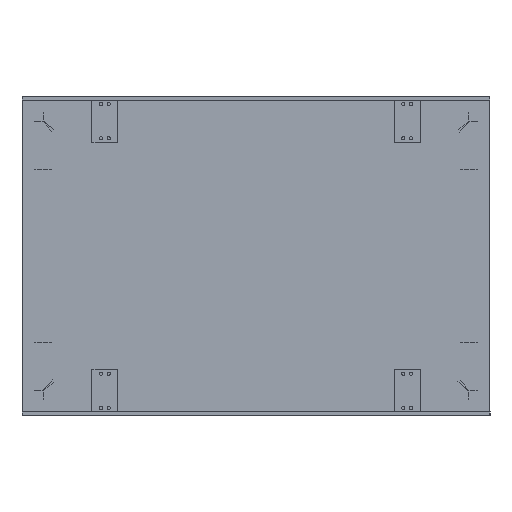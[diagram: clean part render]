
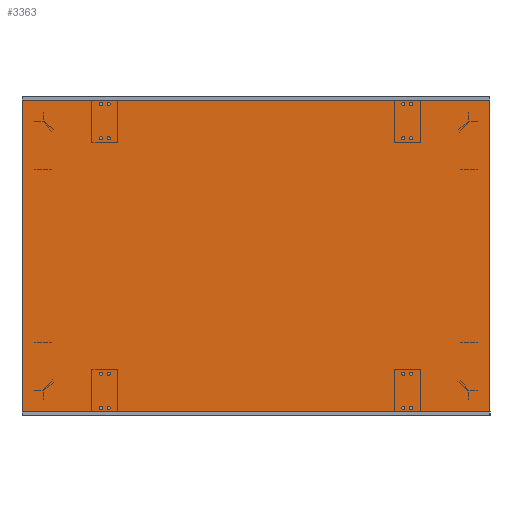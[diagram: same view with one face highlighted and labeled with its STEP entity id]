
A CAD part, left-side view. The second image highlights one B-rep face of the part: STEP entity #3363.
In plain terms, the highlighted planar face has unit normal (-1, 0, 0).
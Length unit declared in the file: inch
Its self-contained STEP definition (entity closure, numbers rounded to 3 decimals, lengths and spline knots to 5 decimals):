
#539=FACE_BOUND('',#1040,.T.);
#540=FACE_BOUND('',#1041,.T.);
#541=FACE_BOUND('',#1042,.T.);
#542=FACE_BOUND('',#1043,.T.);
#543=FACE_BOUND('',#1044,.T.);
#544=FACE_BOUND('',#1045,.T.);
#545=FACE_BOUND('',#1046,.T.);
#546=FACE_BOUND('',#1047,.T.);
#547=FACE_BOUND('',#1048,.T.);
#548=FACE_BOUND('',#1049,.T.);
#549=FACE_BOUND('',#1050,.T.);
#550=FACE_BOUND('',#1051,.T.);
#551=FACE_BOUND('',#1052,.T.);
#552=FACE_BOUND('',#1053,.T.);
#553=FACE_BOUND('',#1054,.T.);
#554=FACE_BOUND('',#1055,.T.);
#623=PLANE('',#3874);
#799=FACE_OUTER_BOUND('',#1039,.T.);
#1039=EDGE_LOOP('',(#3085,#3086,#3087,#3088));
#1040=EDGE_LOOP('',(#3089));
#1041=EDGE_LOOP('',(#3090));
#1042=EDGE_LOOP('',(#3091));
#1043=EDGE_LOOP('',(#3092));
#1044=EDGE_LOOP('',(#3093));
#1045=EDGE_LOOP('',(#3094));
#1046=EDGE_LOOP('',(#3095));
#1047=EDGE_LOOP('',(#3096));
#1048=EDGE_LOOP('',(#3097));
#1049=EDGE_LOOP('',(#3098));
#1050=EDGE_LOOP('',(#3099));
#1051=EDGE_LOOP('',(#3100));
#1052=EDGE_LOOP('',(#3101));
#1053=EDGE_LOOP('',(#3102));
#1054=EDGE_LOOP('',(#3103));
#1055=EDGE_LOOP('',(#3104));
#1210=LINE('',#7625,#1357);
#1213=LINE('',#7631,#1360);
#1216=LINE('',#7637,#1363);
#1219=LINE('',#7641,#1366);
#1357=VECTOR('',#4843,0.3937);
#1360=VECTOR('',#4848,0.3937);
#1363=VECTOR('',#4853,0.3937);
#1366=VECTOR('',#4858,0.3937);
#1527=CIRCLE('',#3823,0.0625);
#1529=CIRCLE('',#3826,0.0625);
#1531=CIRCLE('',#3829,0.0625);
#1533=CIRCLE('',#3832,0.0625);
#1535=CIRCLE('',#3835,0.0625);
#1537=CIRCLE('',#3838,0.0625);
#1539=CIRCLE('',#3841,0.0625);
#1541=CIRCLE('',#3844,0.0625);
#1543=CIRCLE('',#3847,0.0625);
#1545=CIRCLE('',#3850,0.0625);
#1547=CIRCLE('',#3853,0.0625);
#1549=CIRCLE('',#3856,0.0625);
#1551=CIRCLE('',#3859,0.0625);
#1553=CIRCLE('',#3862,0.0625);
#1555=CIRCLE('',#3865,0.0625);
#1557=CIRCLE('',#3868,0.0625);
#1810=VERTEX_POINT('',#7523);
#1812=VERTEX_POINT('',#7529);
#1814=VERTEX_POINT('',#7535);
#1816=VERTEX_POINT('',#7541);
#1818=VERTEX_POINT('',#7547);
#1820=VERTEX_POINT('',#7553);
#1822=VERTEX_POINT('',#7559);
#1824=VERTEX_POINT('',#7565);
#1826=VERTEX_POINT('',#7571);
#1828=VERTEX_POINT('',#7577);
#1830=VERTEX_POINT('',#7583);
#1832=VERTEX_POINT('',#7589);
#1834=VERTEX_POINT('',#7595);
#1836=VERTEX_POINT('',#7601);
#1838=VERTEX_POINT('',#7607);
#1840=VERTEX_POINT('',#7613);
#1844=VERTEX_POINT('',#7622);
#1845=VERTEX_POINT('',#7624);
#1847=VERTEX_POINT('',#7630);
#1849=VERTEX_POINT('',#7636);
#2215=EDGE_CURVE('',#1810,#1810,#1527,.T.);
#2218=EDGE_CURVE('',#1812,#1812,#1529,.T.);
#2221=EDGE_CURVE('',#1814,#1814,#1531,.T.);
#2224=EDGE_CURVE('',#1816,#1816,#1533,.T.);
#2227=EDGE_CURVE('',#1818,#1818,#1535,.T.);
#2230=EDGE_CURVE('',#1820,#1820,#1537,.T.);
#2233=EDGE_CURVE('',#1822,#1822,#1539,.T.);
#2236=EDGE_CURVE('',#1824,#1824,#1541,.T.);
#2239=EDGE_CURVE('',#1826,#1826,#1543,.T.);
#2242=EDGE_CURVE('',#1828,#1828,#1545,.T.);
#2245=EDGE_CURVE('',#1830,#1830,#1547,.T.);
#2248=EDGE_CURVE('',#1832,#1832,#1549,.T.);
#2251=EDGE_CURVE('',#1834,#1834,#1551,.T.);
#2254=EDGE_CURVE('',#1836,#1836,#1553,.T.);
#2257=EDGE_CURVE('',#1838,#1838,#1555,.T.);
#2260=EDGE_CURVE('',#1840,#1840,#1557,.T.);
#2265=EDGE_CURVE('',#1845,#1844,#1210,.T.);
#2268=EDGE_CURVE('',#1847,#1845,#1213,.T.);
#2271=EDGE_CURVE('',#1849,#1847,#1216,.T.);
#2274=EDGE_CURVE('',#1844,#1849,#1219,.T.);
#3085=ORIENTED_EDGE('',*,*,#2274,.T.);
#3086=ORIENTED_EDGE('',*,*,#2271,.T.);
#3087=ORIENTED_EDGE('',*,*,#2268,.T.);
#3088=ORIENTED_EDGE('',*,*,#2265,.T.);
#3089=ORIENTED_EDGE('',*,*,#2260,.T.);
#3090=ORIENTED_EDGE('',*,*,#2257,.T.);
#3091=ORIENTED_EDGE('',*,*,#2254,.T.);
#3092=ORIENTED_EDGE('',*,*,#2251,.T.);
#3093=ORIENTED_EDGE('',*,*,#2248,.T.);
#3094=ORIENTED_EDGE('',*,*,#2245,.T.);
#3095=ORIENTED_EDGE('',*,*,#2242,.T.);
#3096=ORIENTED_EDGE('',*,*,#2239,.T.);
#3097=ORIENTED_EDGE('',*,*,#2236,.T.);
#3098=ORIENTED_EDGE('',*,*,#2233,.T.);
#3099=ORIENTED_EDGE('',*,*,#2230,.T.);
#3100=ORIENTED_EDGE('',*,*,#2227,.T.);
#3101=ORIENTED_EDGE('',*,*,#2224,.T.);
#3102=ORIENTED_EDGE('',*,*,#2221,.T.);
#3103=ORIENTED_EDGE('',*,*,#2218,.T.);
#3104=ORIENTED_EDGE('',*,*,#2215,.T.);
#3363=ADVANCED_FACE('',(#799,#539,#540,#541,#542,#543,#544,#545,#546,#547,
#548,#549,#550,#551,#552,#553,#554),#623,.T.);
#3823=AXIS2_PLACEMENT_3D('',#7524,#4729,#4730);
#3826=AXIS2_PLACEMENT_3D('',#7530,#4736,#4737);
#3829=AXIS2_PLACEMENT_3D('',#7536,#4743,#4744);
#3832=AXIS2_PLACEMENT_3D('',#7542,#4750,#4751);
#3835=AXIS2_PLACEMENT_3D('',#7548,#4757,#4758);
#3838=AXIS2_PLACEMENT_3D('',#7554,#4764,#4765);
#3841=AXIS2_PLACEMENT_3D('',#7560,#4771,#4772);
#3844=AXIS2_PLACEMENT_3D('',#7566,#4778,#4779);
#3847=AXIS2_PLACEMENT_3D('',#7572,#4785,#4786);
#3850=AXIS2_PLACEMENT_3D('',#7578,#4792,#4793);
#3853=AXIS2_PLACEMENT_3D('',#7584,#4799,#4800);
#3856=AXIS2_PLACEMENT_3D('',#7590,#4806,#4807);
#3859=AXIS2_PLACEMENT_3D('',#7596,#4813,#4814);
#3862=AXIS2_PLACEMENT_3D('',#7602,#4820,#4821);
#3865=AXIS2_PLACEMENT_3D('',#7608,#4827,#4828);
#3868=AXIS2_PLACEMENT_3D('',#7614,#4834,#4835);
#3874=AXIS2_PLACEMENT_3D('',#7642,#4859,#4860);
#4729=DIRECTION('center_axis',(1.,0.,0.));
#4730=DIRECTION('ref_axis',(0.,-1.,0.));
#4736=DIRECTION('center_axis',(1.,0.,0.));
#4737=DIRECTION('ref_axis',(0.,-1.,0.));
#4743=DIRECTION('center_axis',(1.,0.,0.));
#4744=DIRECTION('ref_axis',(0.,-1.,0.));
#4750=DIRECTION('center_axis',(1.,0.,0.));
#4751=DIRECTION('ref_axis',(0.,-1.,0.));
#4757=DIRECTION('center_axis',(1.,0.,0.));
#4758=DIRECTION('ref_axis',(0.,-1.,0.));
#4764=DIRECTION('center_axis',(1.,0.,0.));
#4765=DIRECTION('ref_axis',(0.,-1.,0.));
#4771=DIRECTION('center_axis',(1.,0.,0.));
#4772=DIRECTION('ref_axis',(0.,-1.,0.));
#4778=DIRECTION('center_axis',(1.,0.,0.));
#4779=DIRECTION('ref_axis',(0.,-1.,0.));
#4785=DIRECTION('center_axis',(1.,0.,0.));
#4786=DIRECTION('ref_axis',(0.,-1.,0.));
#4792=DIRECTION('center_axis',(1.,0.,0.));
#4793=DIRECTION('ref_axis',(0.,-1.,0.));
#4799=DIRECTION('center_axis',(1.,0.,0.));
#4800=DIRECTION('ref_axis',(0.,-1.,0.));
#4806=DIRECTION('center_axis',(1.,0.,0.));
#4807=DIRECTION('ref_axis',(0.,-1.,0.));
#4813=DIRECTION('center_axis',(1.,0.,0.));
#4814=DIRECTION('ref_axis',(0.,-1.,0.));
#4820=DIRECTION('center_axis',(1.,0.,0.));
#4821=DIRECTION('ref_axis',(0.,-1.,0.));
#4827=DIRECTION('center_axis',(1.,0.,0.));
#4828=DIRECTION('ref_axis',(0.,-1.,0.));
#4834=DIRECTION('center_axis',(1.,0.,0.));
#4835=DIRECTION('ref_axis',(0.,-1.,0.));
#4843=DIRECTION('',(0.,0.,-1.));
#4848=DIRECTION('',(0.,1.,0.));
#4853=DIRECTION('',(0.,0.,1.));
#4858=DIRECTION('',(0.,-1.,0.));
#4859=DIRECTION('center_axis',(-1.,0.,0.));
#4860=DIRECTION('ref_axis',(0.,-1.,0.));
#7523=CARTESIAN_POINT('',(-0.74118,17.05709,2.76105));
#7524=CARTESIAN_POINT('Origin',(-0.74118,16.99459,2.76105));
#7529=CARTESIAN_POINT('',(-0.74118,16.75709,4.08605));
#7530=CARTESIAN_POINT('Origin',(-0.74118,16.69459,4.08605));
#7535=CARTESIAN_POINT('',(-0.74118,5.43309,14.46005));
#7536=CARTESIAN_POINT('Origin',(-0.74118,5.37059,14.46005));
#7541=CARTESIAN_POINT('',(-0.74118,16.75709,2.76105));
#7542=CARTESIAN_POINT('Origin',(-0.74118,16.69459,2.76105));
#7547=CARTESIAN_POINT('',(-0.74118,17.05709,4.08605));
#7548=CARTESIAN_POINT('Origin',(-0.74118,16.99459,4.08605));
#7553=CARTESIAN_POINT('',(-0.74118,5.43309,2.76105));
#7554=CARTESIAN_POINT('Origin',(-0.74118,5.37059,2.76105));
#7559=CARTESIAN_POINT('',(-0.74118,16.75709,14.46005));
#7560=CARTESIAN_POINT('Origin',(-0.74118,16.69459,14.46005));
#7565=CARTESIAN_POINT('',(-0.74118,5.13309,14.46005));
#7566=CARTESIAN_POINT('Origin',(-0.74118,5.07059,14.46005));
#7571=CARTESIAN_POINT('',(-0.74118,5.13309,2.76105));
#7572=CARTESIAN_POINT('Origin',(-0.74118,5.07059,2.76105));
#7577=CARTESIAN_POINT('',(-0.74118,5.43309,13.13505));
#7578=CARTESIAN_POINT('Origin',(-0.74118,5.37059,13.13505));
#7583=CARTESIAN_POINT('',(-0.74118,5.13309,4.08605));
#7584=CARTESIAN_POINT('Origin',(-0.74118,5.07059,4.08605));
#7589=CARTESIAN_POINT('',(-0.74118,17.05709,13.13505));
#7590=CARTESIAN_POINT('Origin',(-0.74118,16.99459,13.13505));
#7595=CARTESIAN_POINT('',(-0.74118,17.05709,14.46005));
#7596=CARTESIAN_POINT('Origin',(-0.74118,16.99459,14.46005));
#7601=CARTESIAN_POINT('',(-0.74118,16.75709,13.13505));
#7602=CARTESIAN_POINT('Origin',(-0.74118,16.69459,13.13505));
#7607=CARTESIAN_POINT('',(-0.74118,5.13309,13.13505));
#7608=CARTESIAN_POINT('Origin',(-0.74118,5.07059,13.13505));
#7613=CARTESIAN_POINT('',(-0.74118,5.43309,4.08605));
#7614=CARTESIAN_POINT('Origin',(-0.74118,5.37059,4.08605));
#7622=CARTESIAN_POINT('',(-0.74118,20.03259,2.61105));
#7624=CARTESIAN_POINT('',(-0.74118,20.03259,14.61005));
#7625=CARTESIAN_POINT('',(-0.74118,20.03259,2.61105));
#7630=CARTESIAN_POINT('',(-0.74118,2.03259,14.61005));
#7631=CARTESIAN_POINT('',(-0.74118,20.03259,14.61005));
#7636=CARTESIAN_POINT('',(-0.74118,2.03259,2.61105));
#7637=CARTESIAN_POINT('',(-0.74118,2.03259,14.61005));
#7641=CARTESIAN_POINT('',(-0.74118,2.03259,2.61105));
#7642=CARTESIAN_POINT('Origin',(-0.74118,11.03259,8.61055));
